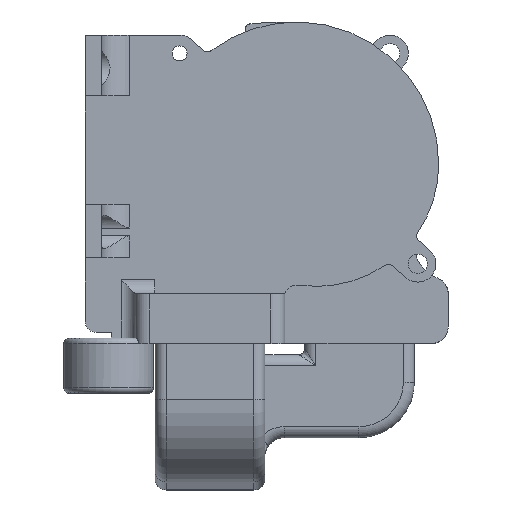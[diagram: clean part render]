
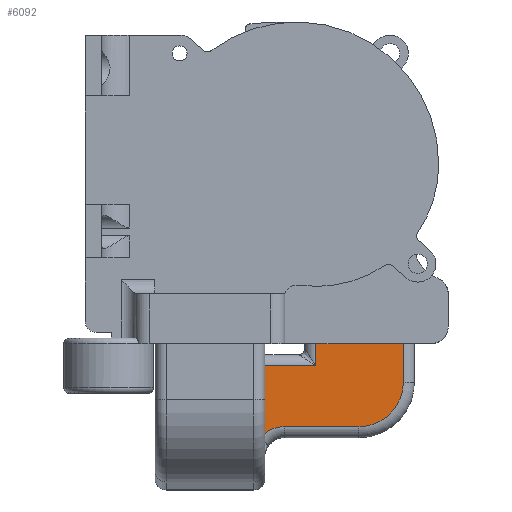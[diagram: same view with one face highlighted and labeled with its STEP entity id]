
A CAD part, left-side view. The second image highlights one B-rep face of the part: STEP entity #6092.
In plain terms, the highlighted planar face has unit normal (-1, 0, 0).
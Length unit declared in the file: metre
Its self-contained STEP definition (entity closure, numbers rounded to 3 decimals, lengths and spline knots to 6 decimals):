
#92=B_SPLINE_CURVE_WITH_KNOTS('',3,(#9314,#9315,#9316,#9317),
 .UNSPECIFIED.,.F.,.F.,(4,4),(0.,0.000595),.UNSPECIFIED.);
#372=CIRCLE('',#6533,0.008);
#373=CIRCLE('',#6534,0.0055);
#374=CIRCLE('',#6535,0.008);
#802=ORIENTED_EDGE('',*,*,#2668,.T.);
#803=ORIENTED_EDGE('',*,*,#2669,.T.);
#804=ORIENTED_EDGE('',*,*,#2630,.T.);
#805=ORIENTED_EDGE('',*,*,#2670,.T.);
#806=ORIENTED_EDGE('',*,*,#2671,.T.);
#807=ORIENTED_EDGE('',*,*,#2672,.T.);
#808=ORIENTED_EDGE('',*,*,#2673,.T.);
#809=ORIENTED_EDGE('',*,*,#2674,.T.);
#810=ORIENTED_EDGE('',*,*,#2651,.T.);
#811=ORIENTED_EDGE('',*,*,#2675,.T.);
#812=ORIENTED_EDGE('',*,*,#2676,.T.);
#2630=EDGE_CURVE('',#3564,#3566,#4148,.T.);
#2651=EDGE_CURVE('',#3580,#3579,#4163,.T.);
#2668=EDGE_CURVE('',#3595,#3596,#372,.F.);
#2669=EDGE_CURVE('',#3596,#3564,#4173,.T.);
#2670=EDGE_CURVE('',#3566,#3597,#92,.T.);
#2671=EDGE_CURVE('',#3597,#3598,#373,.T.);
#2672=EDGE_CURVE('',#3598,#3599,#4174,.F.);
#2673=EDGE_CURVE('',#3599,#3600,#374,.F.);
#2674=EDGE_CURVE('',#3600,#3580,#4175,.T.);
#2675=EDGE_CURVE('',#3579,#3601,#4176,.F.);
#2676=EDGE_CURVE('',#3601,#3595,#4177,.F.);
#3564=VERTEX_POINT('',#9221);
#3566=VERTEX_POINT('',#9228);
#3579=VERTEX_POINT('',#9275);
#3580=VERTEX_POINT('',#9277);
#3595=VERTEX_POINT('',#9311);
#3596=VERTEX_POINT('',#9312);
#3597=VERTEX_POINT('',#9318);
#3598=VERTEX_POINT('',#9320);
#3599=VERTEX_POINT('',#9322);
#3600=VERTEX_POINT('',#9324);
#3601=VERTEX_POINT('',#9327);
#4148=LINE('',#9229,#4664);
#4163=LINE('',#9276,#4679);
#4173=LINE('',#9313,#4689);
#4174=LINE('',#9321,#4690);
#4175=LINE('',#9325,#4691);
#4176=LINE('',#9326,#4692);
#4177=LINE('',#9328,#4693);
#4664=VECTOR('',#7294,1.);
#4679=VECTOR('',#7323,1.);
#4689=VECTOR('',#7353,1.);
#4690=VECTOR('',#7356,1.);
#4691=VECTOR('',#7359,1.);
#4692=VECTOR('',#7360,1.);
#4693=VECTOR('',#7361,1.);
#5153=EDGE_LOOP('',(#802,#803,#804,#805,#806,#807,#808,#809,#810,#811,#812));
#5552=FACE_BOUND('',#5153,.T.);
#5948=PLANE('',#6532);
#6092=ADVANCED_FACE('',(#5552),#5948,.F.);
#6532=AXIS2_PLACEMENT_3D('',#9309,#7349,#7350);
#6533=AXIS2_PLACEMENT_3D('',#9310,#7351,#7352);
#6534=AXIS2_PLACEMENT_3D('',#9319,#7354,#7355);
#6535=AXIS2_PLACEMENT_3D('',#9323,#7357,#7358);
#7294=DIRECTION('',(0.,-1.,0.));
#7323=DIRECTION('',(0.,1.,0.));
#7349=DIRECTION('',(1.,0.,0.));
#7350=DIRECTION('',(0.,0.,-1.));
#7351=DIRECTION('',(1.,0.,0.));
#7352=DIRECTION('',(0.,0.,-1.));
#7353=DIRECTION('',(0.,0.,-1.));
#7354=DIRECTION('',(1.,0.,0.));
#7355=DIRECTION('',(0.,0.,-1.));
#7356=DIRECTION('',(0.,1.,0.));
#7357=DIRECTION('',(1.,0.,0.));
#7358=DIRECTION('',(0.,0.,-1.));
#7359=DIRECTION('',(0.,0.,1.));
#7360=DIRECTION('',(0.,0.,1.));
#7361=DIRECTION('',(0.,-1.,0.));
#9221=CARTESIAN_POINT('',(-0.0853,-0.0171,-0.0486));
#9228=CARTESIAN_POINT('',(-0.0853,-0.033463,-0.0486));
#9229=CARTESIAN_POINT('',(-0.0853,-0.015098,-0.0486));
#9275=CARTESIAN_POINT('',(-0.0853,-0.0441,-0.0246));
#9276=CARTESIAN_POINT('',(-0.0853,-0.052,-0.0246));
#9277=CARTESIAN_POINT('',(-0.0853,-0.0599,-0.0246));
#9309=CARTESIAN_POINT('',(-0.0853,-0.052,-0.0486));
#9310=CARTESIAN_POINT('',(-0.0853,-0.0251,-0.0436));
#9311=CARTESIAN_POINT('',(-0.0853,-0.0251,-0.0356));
#9312=CARTESIAN_POINT('',(-0.0853,-0.0171,-0.0436));
#9313=CARTESIAN_POINT('',(-0.0853,-0.0171,-0.0486));
#9314=CARTESIAN_POINT('',(-0.0853,-0.033463,-0.0486));
#9315=CARTESIAN_POINT('',(-0.0853,-0.033664,-0.0486));
#9316=CARTESIAN_POINT('',(-0.0853,-0.033863,-0.048649));
#9317=CARTESIAN_POINT('',(-0.0853,-0.034033,-0.048757));
#9318=CARTESIAN_POINT('',(-0.0853,-0.034033,-0.048757));
#9319=CARTESIAN_POINT('',(-0.0853,-0.0384,-0.0521));
#9320=CARTESIAN_POINT('',(-0.0853,-0.0384,-0.0466));
#9321=CARTESIAN_POINT('',(-0.0853,-0.0519,-0.0466));
#9322=CARTESIAN_POINT('',(-0.0853,-0.0519,-0.0466));
#9323=CARTESIAN_POINT('',(-0.0853,-0.0519,-0.0386));
#9324=CARTESIAN_POINT('',(-0.0853,-0.0599,-0.0386));
#9325=CARTESIAN_POINT('',(-0.0853,-0.0599,-0.0246));
#9326=CARTESIAN_POINT('',(-0.0853,-0.0441,-0.0486));
#9327=CARTESIAN_POINT('',(-0.0853,-0.0441,-0.0356));
#9328=CARTESIAN_POINT('',(-0.0853,-0.0251,-0.0356));
